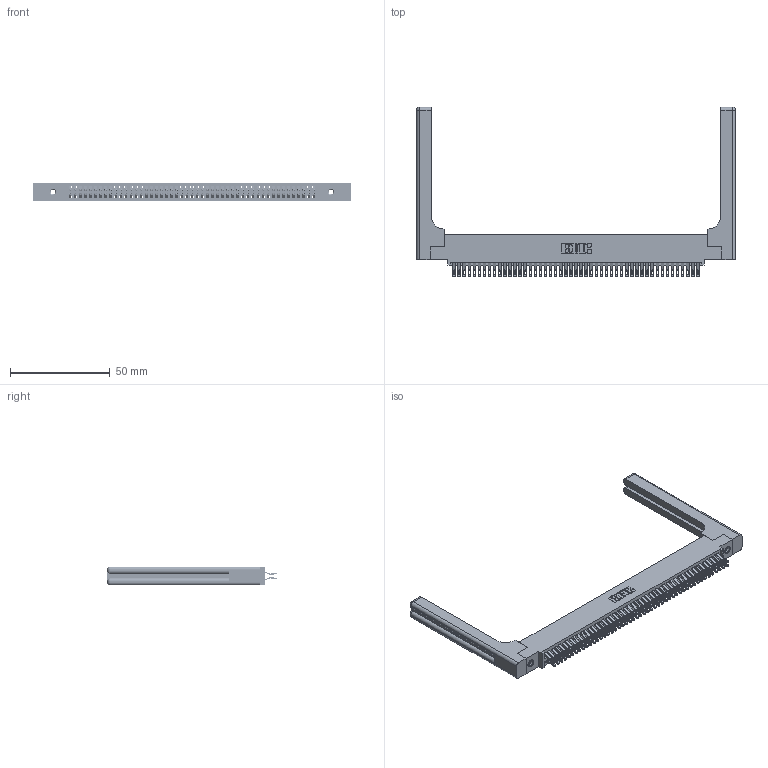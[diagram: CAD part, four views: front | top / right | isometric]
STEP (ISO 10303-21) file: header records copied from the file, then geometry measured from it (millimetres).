
FILE_DESCRIPTION (( 'STEP AP203' ), '1' );
FILE_NAME ('395-098-555-558.STEP', '2019-10-26T13:46:32', ( '' ), ( '' ), 'SwSTEP 2.0', 'SolidWorks 2016', '' );
FILE_SCHEMA (( 'CONFIG_CONTROL_DESIGN' ));
Length unit declared in the file: inch
Products named in the file (5): 345-250-001_345-250-001-102; 345-220-058_345-220-058; 395-098-555-558; 345 Part_0.110 Offset - 0.156 Dia-TH; 345-292-001_555 Tail
Assembly tree (103 placements, depth 2):
  395-098-555-558
    345 Part_0.110 Offset - 0.156 Dia-TH
    345-292-001_555 Tail  x98
    345-250-001_345-250-001-102  x2
    345-220-058_345-220-058  x2
Bounding box: 159.49 x 84.89 x 9.4 mm (x, y, z)
Volume: 24243.7 mm3; surface area: 29584.5 mm2
Topology: 103 solids, 103 shells, 5874 faces, 18365 edges, 12222 vertices
Faces by surface type: plane 3270, cylinder 2544, bspline 36, cone 12, sphere 8, torus 4
Entity records: 43144 total; most frequent: CARTESIAN_POINT 8255, ORIENTED_EDGE 6956, DIRECTION 6170, EDGE_CURVE 3478, VECTOR 3038, LINE 3038, VERTEX_POINT 2310, AXIS2_PLACEMENT_3D 1566
